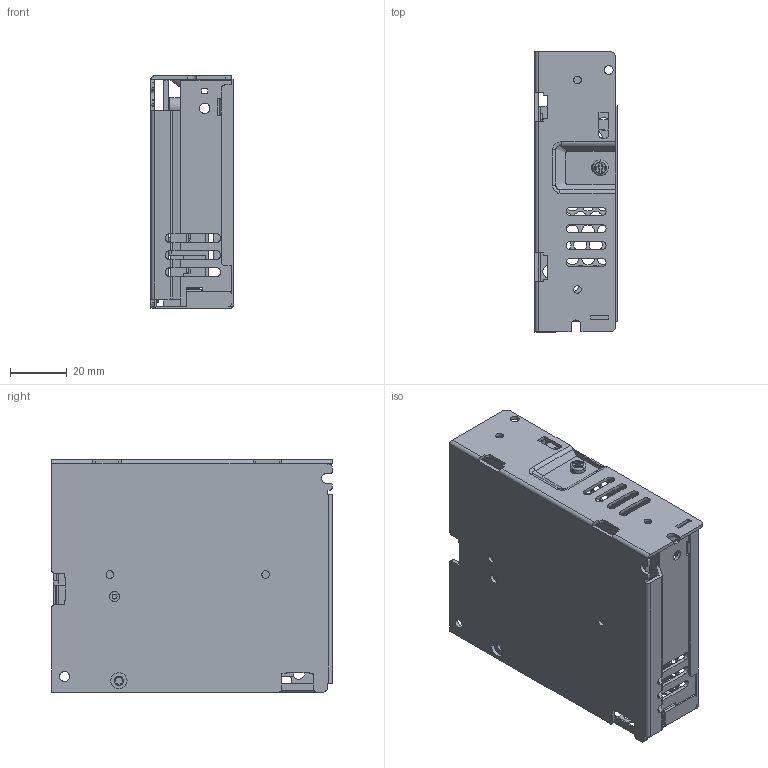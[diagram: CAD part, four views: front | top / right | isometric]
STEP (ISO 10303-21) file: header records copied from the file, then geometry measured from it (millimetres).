
FILE_DESCRIPTION (( 'STEP AP214' ), '1' );
FILE_NAME ('PSS12-035-S.STEP', '2022-12-07T11:05:22', ( '' ), ( '' ), 'SwSTEP 2.0', 'SolidWorks 2021', '' );
FILE_SCHEMA (( 'AUTOMOTIVE_DESIGN' ));
Length unit declared in the file: inch
Products named in the file (1): PSS12-035-S
Bounding box: 29 x 99 x 82 mm (x, y, z)
Volume: 34789.2 mm3; surface area: 64267.1 mm2
Topology: 9 solids, 9 shells, 2079 faces, 6533 edges, 4289 vertices
Faces by surface type: plane 1098, cylinder 682, bspline 223, torus 48, cone 28
Entity records: 96010 total; most frequent: CARTESIAN_POINT 39721, ORIENTED_EDGE 13042, DIRECTION 9992, EDGE_CURVE 6521, VERTEX_POINT 4289, LINE 3644, VECTOR 3644, AXIS2_PLACEMENT_3D 3174
